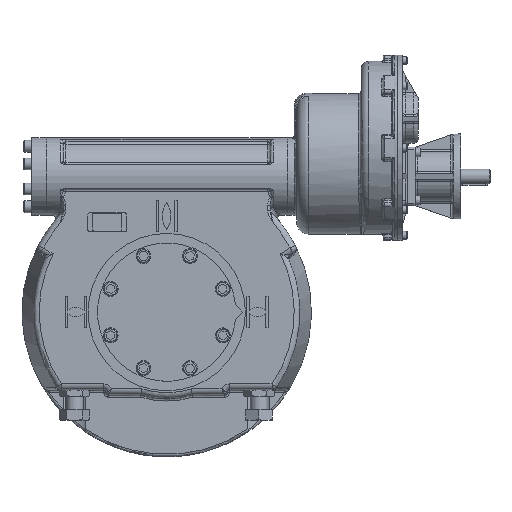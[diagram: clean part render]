
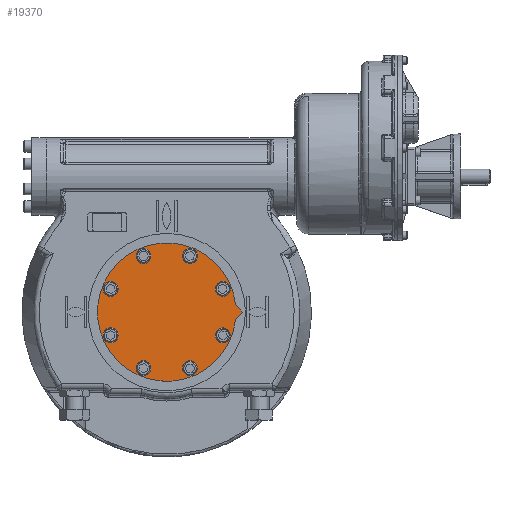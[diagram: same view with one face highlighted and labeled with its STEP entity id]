
A CAD part, top view. The second image highlights one B-rep face of the part: STEP entity #19370.
In plain terms, the highlighted planar face has unit normal (0, 0, 1).
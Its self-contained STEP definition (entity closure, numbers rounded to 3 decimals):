
#1634=PLANE('',#22862);
#2810=LINE('',#52230,#4003);
#2813=LINE('',#52236,#4006);
#4003=VECTOR('',#27978,1000.);
#4006=VECTOR('',#27983,1000.);
#9112=ORIENTED_EDGE('',*,*,#12066,.T.);
#9113=ORIENTED_EDGE('',*,*,#12067,.T.);
#9114=ORIENTED_EDGE('',*,*,#12068,.T.);
#9115=ORIENTED_EDGE('',*,*,#12069,.T.);
#9116=ORIENTED_EDGE('',*,*,#12070,.T.);
#9117=ORIENTED_EDGE('',*,*,#12071,.T.);
#9118=ORIENTED_EDGE('',*,*,#12072,.T.);
#9119=ORIENTED_EDGE('',*,*,#12073,.T.);
#9120=ORIENTED_EDGE('',*,*,#12051,.F.);
#9121=ORIENTED_EDGE('',*,*,#12057,.F.);
#9122=ORIENTED_EDGE('',*,*,#12054,.F.);
#12051=EDGE_CURVE('',#13998,#13999,#2810,.T.);
#12054=EDGE_CURVE('',#13999,#14001,#2813,.T.);
#12057=EDGE_CURVE('',#14001,#13998,#15012,.T.);
#12066=EDGE_CURVE('',#14010,#14010,#15021,.T.);
#12067=EDGE_CURVE('',#14011,#14011,#15022,.T.);
#12068=EDGE_CURVE('',#14012,#14012,#15023,.T.);
#12069=EDGE_CURVE('',#14013,#14013,#15024,.T.);
#12070=EDGE_CURVE('',#14014,#14014,#15025,.T.);
#12071=EDGE_CURVE('',#14015,#14015,#15026,.T.);
#12072=EDGE_CURVE('',#14016,#14016,#15027,.T.);
#12073=EDGE_CURVE('',#14017,#14017,#15028,.T.);
#13998=VERTEX_POINT('',#52229);
#13999=VERTEX_POINT('',#52231);
#14001=VERTEX_POINT('',#52237);
#14010=VERTEX_POINT('',#52261);
#14011=VERTEX_POINT('',#52263);
#14012=VERTEX_POINT('',#52265);
#14013=VERTEX_POINT('',#52267);
#14014=VERTEX_POINT('',#52269);
#14015=VERTEX_POINT('',#52271);
#14016=VERTEX_POINT('',#52273);
#14017=VERTEX_POINT('',#52275);
#15012=CIRCLE('',#22852,142.5);
#15021=CIRCLE('',#22863,10.5);
#15022=CIRCLE('',#22864,10.5);
#15023=CIRCLE('',#22865,10.5);
#15024=CIRCLE('',#22866,10.5);
#15025=CIRCLE('',#22867,10.5);
#15026=CIRCLE('',#22868,10.5);
#15027=CIRCLE('',#22869,10.5);
#15028=CIRCLE('',#22870,10.5);
#16452=EDGE_LOOP('',(#9112));
#16453=EDGE_LOOP('',(#9113));
#16454=EDGE_LOOP('',(#9114));
#16455=EDGE_LOOP('',(#9115));
#16456=EDGE_LOOP('',(#9116));
#16457=EDGE_LOOP('',(#9117));
#16458=EDGE_LOOP('',(#9118));
#16459=EDGE_LOOP('',(#9119));
#16460=EDGE_LOOP('',(#9120,#9121,#9122));
#17915=FACE_BOUND('',#16452,.T.);
#17916=FACE_BOUND('',#16453,.T.);
#17917=FACE_BOUND('',#16454,.T.);
#17918=FACE_BOUND('',#16455,.T.);
#17919=FACE_BOUND('',#16456,.T.);
#17920=FACE_BOUND('',#16457,.T.);
#17921=FACE_BOUND('',#16458,.T.);
#17922=FACE_BOUND('',#16459,.T.);
#17923=FACE_BOUND('',#16460,.T.);
#19370=ADVANCED_FACE('',(#17915,#17916,#17917,#17918,#17919,#17920,#17921,
#17922,#17923),#1634,.F.);
#22852=AXIS2_PLACEMENT_3D('',#52241,#27989,#27990);
#22862=AXIS2_PLACEMENT_3D('',#52259,#28009,#28010);
#22863=AXIS2_PLACEMENT_3D('',#52260,#28011,#28012);
#22864=AXIS2_PLACEMENT_3D('',#52262,#28013,#28014);
#22865=AXIS2_PLACEMENT_3D('',#52264,#28015,#28016);
#22866=AXIS2_PLACEMENT_3D('',#52266,#28017,#28018);
#22867=AXIS2_PLACEMENT_3D('',#52268,#28019,#28020);
#22868=AXIS2_PLACEMENT_3D('',#52270,#28021,#28022);
#22869=AXIS2_PLACEMENT_3D('',#52272,#28023,#28024);
#22870=AXIS2_PLACEMENT_3D('',#52274,#28025,#28026);
#27978=DIRECTION('',(0.707,-0.707,0.));
#27983=DIRECTION('',(-0.707,-0.707,0.));
#27989=DIRECTION('',(0.,0.,-1.));
#27990=DIRECTION('',(1.,0.,0.));
#28009=DIRECTION('',(0.,0.,-1.));
#28010=DIRECTION('',(1.,0.,0.));
#28011=DIRECTION('',(0.,0.,-1.));
#28012=DIRECTION('',(0.707,0.707,0.));
#28013=DIRECTION('',(0.,0.,-1.));
#28014=DIRECTION('',(0.,1.,0.));
#28015=DIRECTION('',(0.,0.,-1.));
#28016=DIRECTION('',(-0.707,0.707,0.));
#28017=DIRECTION('',(0.,0.,-1.));
#28018=DIRECTION('',(-1.,0.,0.));
#28019=DIRECTION('',(0.,0.,-1.));
#28020=DIRECTION('',(-0.707,-0.707,0.));
#28021=DIRECTION('',(0.,0.,-1.));
#28022=DIRECTION('',(0.,-1.,0.));
#28023=DIRECTION('',(0.,0.,-1.));
#28024=DIRECTION('',(0.707,-0.707,0.));
#28025=DIRECTION('',(0.,0.,-1.));
#28026=DIRECTION('',(1.,0.,0.));
#52229=CARTESIAN_POINT('',(141.673,15.327,78.));
#52230=CARTESIAN_POINT('',(157.,0.,78.));
#52231=CARTESIAN_POINT('',(157.,0.,78.));
#52236=CARTESIAN_POINT('',(157.,0.,78.));
#52237=CARTESIAN_POINT('',(141.673,-15.327,78.));
#52241=CARTESIAN_POINT('',(0.,0.,78.));
#52259=CARTESIAN_POINT('',(0.,0.,78.));
#52260=CARTESIAN_POINT('',(47.835,115.485,78.));
#52261=CARTESIAN_POINT('',(55.26,122.91,78.));
#52262=CARTESIAN_POINT('',(-47.835,115.485,78.));
#52263=CARTESIAN_POINT('',(-47.835,125.985,78.));
#52264=CARTESIAN_POINT('',(-115.485,47.835,78.));
#52265=CARTESIAN_POINT('',(-122.91,55.26,78.));
#52266=CARTESIAN_POINT('',(-115.485,-47.835,78.));
#52267=CARTESIAN_POINT('',(-125.985,-47.835,78.));
#52268=CARTESIAN_POINT('',(-47.835,-115.485,78.));
#52269=CARTESIAN_POINT('',(-55.26,-122.91,78.));
#52270=CARTESIAN_POINT('',(47.835,-115.485,78.));
#52271=CARTESIAN_POINT('',(47.835,-125.985,78.));
#52272=CARTESIAN_POINT('',(115.485,-47.835,78.));
#52273=CARTESIAN_POINT('',(122.91,-55.26,78.));
#52274=CARTESIAN_POINT('',(115.485,47.835,78.));
#52275=CARTESIAN_POINT('',(125.985,47.835,78.));
